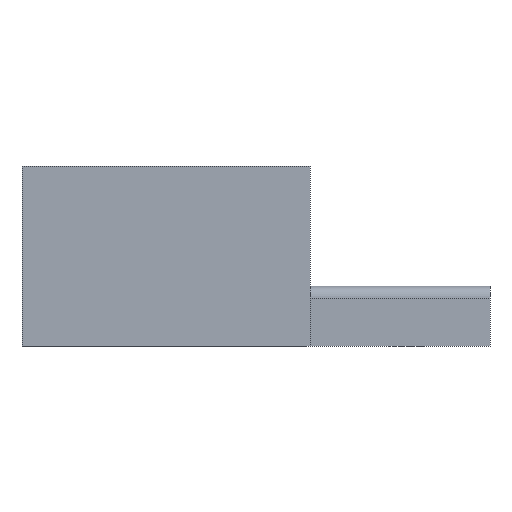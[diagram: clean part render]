
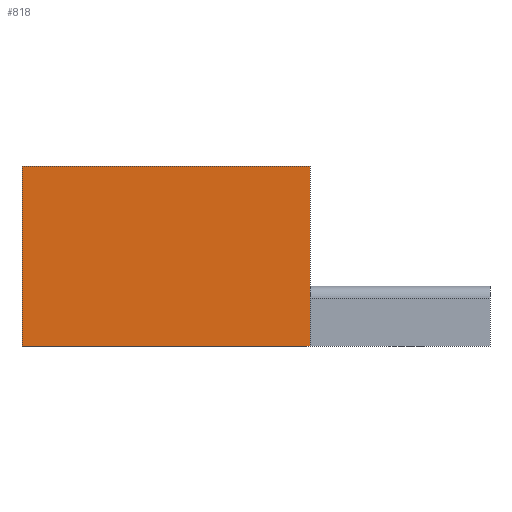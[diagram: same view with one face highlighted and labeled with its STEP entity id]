
A CAD part, left-side view. The second image highlights one B-rep face of the part: STEP entity #818.
In plain terms, the highlighted planar face has unit normal (-1, 0, 0).
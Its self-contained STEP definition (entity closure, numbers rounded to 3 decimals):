
#2 = DIRECTION ( 'NONE',  ( 0., 0., -1. ) ) ;
#21 = VECTOR ( 'NONE', #612, 1000. ) ;
#32 = VERTEX_POINT ( 'NONE', #336 ) ;
#38 = CARTESIAN_POINT ( 'NONE',  ( -12., 12., 15. ) ) ;
#81 = DIRECTION ( 'NONE',  ( 0., -1., 0. ) ) ;
#214 = DIRECTION ( 'NONE',  ( 0., -1., 0. ) ) ;
#236 = EDGE_CURVE ( 'NONE', #1403, #32, #1369, .T. ) ;
#320 = AXIS2_PLACEMENT_3D ( 'NONE', #326, #519, #2 ) ;
#326 = CARTESIAN_POINT ( 'NONE',  ( -12., -12., 15. ) ) ;
#336 = CARTESIAN_POINT ( 'NONE',  ( -12., -12., 0. ) ) ;
#375 = CARTESIAN_POINT ( 'NONE',  ( -12., -12., 15. ) ) ;
#466 = ORIENTED_EDGE ( 'NONE', *, *, #1387, .F. ) ;
#519 = DIRECTION ( 'NONE',  ( 1., 0., 0. ) ) ;
#525 = CARTESIAN_POINT ( 'NONE',  ( -12., -12., 0. ) ) ;
#533 = EDGE_LOOP ( 'NONE', ( #888, #813, #466, #704 ) ) ;
#544 = PLANE ( 'NONE',  #320 ) ;
#598 = VECTOR ( 'NONE', #600, 1000. ) ;
#600 = DIRECTION ( 'NONE',  ( 0., 0., -1. ) ) ;
#612 = DIRECTION ( 'NONE',  ( 0., 0., -1. ) ) ;
#665 = VECTOR ( 'NONE', #81, 1000. ) ;
#704 = ORIENTED_EDGE ( 'NONE', *, *, #1192, .T. ) ;
#717 = VECTOR ( 'NONE', #214, 1000. ) ;
#726 = LINE ( 'NONE', #38, #598 ) ;
#813 = ORIENTED_EDGE ( 'NONE', *, *, #236, .F. ) ;
#818 = ADVANCED_FACE ( 'NONE', ( #984 ), #544, .F. ) ;
#846 = EDGE_CURVE ( 'NONE', #1214, #32, #1188, .T. ) ;
#888 = ORIENTED_EDGE ( 'NONE', *, *, #846, .T. ) ;
#984 = FACE_OUTER_BOUND ( 'NONE', #533, .T. ) ;
#1109 = VERTEX_POINT ( 'NONE', #1244 ) ;
#1188 = LINE ( 'NONE', #525, #665 ) ;
#1192 = EDGE_CURVE ( 'NONE', #1109, #1214, #726, .T. ) ;
#1214 = VERTEX_POINT ( 'NONE', #1358 ) ;
#1244 = CARTESIAN_POINT ( 'NONE',  ( -12., 12., 15. ) ) ;
#1295 = CARTESIAN_POINT ( 'NONE',  ( -12., -12., 15. ) ) ;
#1312 = LINE ( 'NONE', #1415, #717 ) ;
#1358 = CARTESIAN_POINT ( 'NONE',  ( -12., 12., 0. ) ) ;
#1369 = LINE ( 'NONE', #375, #21 ) ;
#1387 = EDGE_CURVE ( 'NONE', #1109, #1403, #1312, .T. ) ;
#1403 = VERTEX_POINT ( 'NONE', #1295 ) ;
#1415 = CARTESIAN_POINT ( 'NONE',  ( -12., -12., 15. ) ) ;
